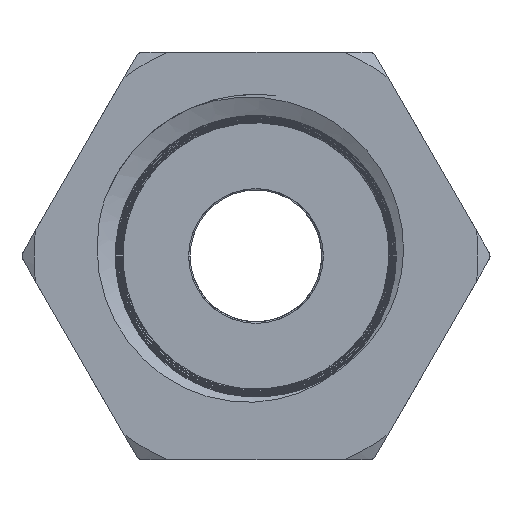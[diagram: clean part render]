
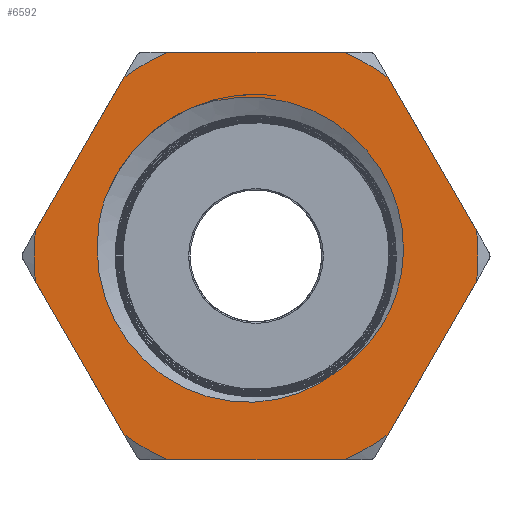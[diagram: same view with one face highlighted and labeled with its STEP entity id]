
A CAD part, left-side view. The second image highlights one B-rep face of the part: STEP entity #6592.
In plain terms, the highlighted planar face has unit normal (-1, 0, 0).
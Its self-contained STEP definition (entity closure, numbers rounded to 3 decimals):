
#673=CARTESIAN_POINT('',(-21.4,0.,0.));
#674=DIRECTION('',(-1.,0.,0.));
#675=DIRECTION('',(0.,-0.994,-0.113));
#676=AXIS2_PLACEMENT_3D('',#673,#674,#675);
#702=CARTESIAN_POINT('',(-21.4,0.,0.));
#703=DIRECTION('',(-1.,0.,0.));
#704=DIRECTION('',(0.,0.994,0.113));
#705=AXIS2_PLACEMENT_3D('',#702,#703,#704);
#828=DIRECTION('',(0.,0.5,-0.866));
#829=VECTOR('',#828,11.688);
#830=CARTESIAN_POINT('',(-21.4,8.726,11.786));
#831=LINE('',#830,#829);
#832=CARTESIAN_POINT('',(-21.4,0.,0.));
#833=DIRECTION('',(1.,0.,0.));
#834=DIRECTION('',(0.,0.595,0.804));
#835=AXIS2_PLACEMENT_3D('',#832,#833,#834);
#837=DIRECTION('',(0.,1.,0.));
#838=VECTOR('',#837,11.688);
#839=CARTESIAN_POINT('',(-21.4,-5.844,13.45));
#840=LINE('',#839,#838);
#841=CARTESIAN_POINT('',(-21.4,0.,0.));
#842=DIRECTION('',(1.,0.,0.));
#843=DIRECTION('',(0.,-0.398,0.917));
#844=AXIS2_PLACEMENT_3D('',#841,#842,#843);
#846=DIRECTION('',(0.,0.5,0.866));
#847=VECTOR('',#846,11.688);
#848=CARTESIAN_POINT('',(-21.4,-14.57,1.664));
#849=LINE('',#848,#847);
#850=DIRECTION('',(0.,-0.5,0.866));
#851=VECTOR('',#850,11.688);
#852=CARTESIAN_POINT('',(-21.4,-8.726,-11.786));
#853=LINE('',#852,#851);
#854=CARTESIAN_POINT('',(-21.4,0.,0.));
#855=DIRECTION('',(1.,0.,0.));
#856=DIRECTION('',(0.,-0.595,-0.804));
#857=AXIS2_PLACEMENT_3D('',#854,#855,#856);
#859=DIRECTION('',(0.,-1.,0.));
#860=VECTOR('',#859,11.688);
#861=CARTESIAN_POINT('',(-21.4,5.844,-13.45));
#862=LINE('',#861,#860);
#863=CARTESIAN_POINT('',(-21.4,0.,0.));
#864=DIRECTION('',(1.,0.,0.));
#865=DIRECTION('',(0.,0.398,-0.917));
#866=AXIS2_PLACEMENT_3D('',#863,#864,#865);
#868=DIRECTION('',(0.,-0.5,-0.866));
#869=VECTOR('',#868,11.688);
#870=CARTESIAN_POINT('',(-21.4,14.57,-1.664));
#871=LINE('',#870,#869);
#872=CARTESIAN_POINT('',(-21.4,-5.438,-7.56));
#873=CARTESIAN_POINT('',(-21.4,-5.04,-7.883));
#874=CARTESIAN_POINT('',(-21.4,-4.203,-8.453));
#875=CARTESIAN_POINT('',(-21.4,-2.819,-9.1));
#876=CARTESIAN_POINT('',(-21.4,-1.345,-9.517));
#877=CARTESIAN_POINT('',(-21.4,0.175,-9.695));
#878=CARTESIAN_POINT('',(-21.4,1.732,-9.628));
#879=CARTESIAN_POINT('',(-21.4,3.269,-9.311));
#880=CARTESIAN_POINT('',(-21.4,4.781,-8.734));
#881=CARTESIAN_POINT('',(-21.4,6.183,-7.915));
#882=CARTESIAN_POINT('',(-21.4,7.442,-6.873));
#883=CARTESIAN_POINT('',(-21.4,8.523,-5.633));
#884=CARTESIAN_POINT('',(-21.4,9.391,-4.237));
#885=CARTESIAN_POINT('',(-21.4,10.033,-2.694));
#886=CARTESIAN_POINT('',(-21.4,10.419,-1.073));
#887=CARTESIAN_POINT('',(-21.4,10.542,0.609));
#888=CARTESIAN_POINT('',(-21.4,10.394,2.295));
#889=CARTESIAN_POINT('',(-21.4,10.119,3.39));
#890=CARTESIAN_POINT('',(-21.4,9.935,3.932));
#892=CARTESIAN_POINT('',(-21.4,0.,0.));
#893=DIRECTION('',(1.,0.,0.));
#894=DIRECTION('',(0.,-0.641,-0.768));
#895=AXIS2_PLACEMENT_3D('',#892,#893,#894);
#897=CARTESIAN_POINT('',(-21.4,4.332,9.767));
#898=CARTESIAN_POINT('',(-21.4,3.961,9.912));
#899=CARTESIAN_POINT('',(-21.4,3.209,10.159));
#900=CARTESIAN_POINT('',(-21.4,2.046,10.401));
#901=CARTESIAN_POINT('',(-21.4,0.874,10.511));
#902=CARTESIAN_POINT('',(-21.4,-0.337,10.489));
#903=CARTESIAN_POINT('',(-21.4,-1.626,10.312));
#904=CARTESIAN_POINT('',(-21.4,-3.025,9.931));
#905=CARTESIAN_POINT('',(-21.4,-4.496,9.281));
#906=CARTESIAN_POINT('',(-21.4,-5.883,8.377));
#907=CARTESIAN_POINT('',(-21.4,-7.093,7.272));
#908=CARTESIAN_POINT('',(-21.4,-8.1,6.001));
#909=CARTESIAN_POINT('',(-21.4,-8.88,4.608));
#910=CARTESIAN_POINT('',(-21.4,-9.43,3.105));
#911=CARTESIAN_POINT('',(-21.4,-9.733,1.523));
#912=CARTESIAN_POINT('',(-21.4,-9.771,-0.101));
#913=CARTESIAN_POINT('',(-21.4,-9.547,-1.65));
#914=CARTESIAN_POINT('',(-21.4,-9.129,-3.01));
#915=CARTESIAN_POINT('',(-21.4,-8.562,-4.214));
#916=CARTESIAN_POINT('',(-21.4,-7.856,-5.302));
#917=CARTESIAN_POINT('',(-21.4,-6.992,-6.301));
#918=CARTESIAN_POINT('',(-21.4,-6.325,-6.882));
#919=CARTESIAN_POINT('',(-21.4,-5.966,-7.151));
#921=CARTESIAN_POINT('',(-21.4,9.935,3.932));
#922=CARTESIAN_POINT('',(-21.4,9.765,4.362));
#923=CARTESIAN_POINT('',(-21.4,9.374,5.189));
#924=CARTESIAN_POINT('',(-21.4,8.637,6.339));
#925=CARTESIAN_POINT('',(-21.4,7.771,7.375));
#926=CARTESIAN_POINT('',(-21.4,6.773,8.302));
#927=CARTESIAN_POINT('',(-21.4,5.635,9.115));
#928=CARTESIAN_POINT('',(-21.4,4.784,9.567));
#929=CARTESIAN_POINT('',(-21.4,4.332,9.767));
#5642=VERTEX_POINT('',#872);
#5643=VERTEX_POINT('',#890);
#5644=VERTEX_POINT('',#929);
#5645=VERTEX_POINT('',#919);
#5712=CARTESIAN_POINT('',(-21.4,8.726,11.786));
#5713=CARTESIAN_POINT('',(-21.4,5.844,13.45));
#5714=VERTEX_POINT('',#5712);
#5715=VERTEX_POINT('',#5713);
#5716=CARTESIAN_POINT('',(-21.4,-5.844,13.45));
#5717=CARTESIAN_POINT('',(-21.4,-8.726,11.786));
#5718=VERTEX_POINT('',#5716);
#5719=VERTEX_POINT('',#5717);
#5720=CARTESIAN_POINT('',(-21.4,-8.726,-11.786));
#5721=CARTESIAN_POINT('',(-21.4,-5.844,-13.45));
#5722=VERTEX_POINT('',#5720);
#5723=VERTEX_POINT('',#5721);
#5724=CARTESIAN_POINT('',(-21.4,5.844,-13.45));
#5725=CARTESIAN_POINT('',(-21.4,8.726,-11.786));
#5726=VERTEX_POINT('',#5724);
#5727=VERTEX_POINT('',#5725);
#5736=CARTESIAN_POINT('',(-21.4,-14.57,-1.664));
#5737=VERTEX_POINT('',#5736);
#5738=CARTESIAN_POINT('',(-21.4,-14.57,1.664));
#5739=VERTEX_POINT('',#5738);
#5740=CARTESIAN_POINT('',(-21.4,14.57,1.664));
#5741=VERTEX_POINT('',#5740);
#5742=CARTESIAN_POINT('',(-21.4,14.57,-1.664));
#5743=VERTEX_POINT('',#5742);
#6563=CARTESIAN_POINT('',(-21.4,0.,0.));
#6564=DIRECTION('',(-1.,0.,0.));
#6565=DIRECTION('',(0.,0.,1.));
#6566=AXIS2_PLACEMENT_3D('',#6563,#6564,#6565);
#6567=PLANE('',#6566);
#6568=ORIENTED_EDGE('',*,*,#6451,.F.);
#6569=ORIENTED_EDGE('',*,*,#6332,.F.);
#6570=ORIENTED_EDGE('',*,*,#6438,.T.);
#6571=ORIENTED_EDGE('',*,*,#6364,.F.);
#6572=ORIENTED_EDGE('',*,*,#6425,.T.);
#6573=ORIENTED_EDGE('',*,*,#6395,.F.);
#6574=ORIENTED_EDGE('',*,*,#6412,.F.);
#6575=ORIENTED_EDGE('',*,*,#6500,.F.);
#6576=ORIENTED_EDGE('',*,*,#6483,.T.);
#6577=ORIENTED_EDGE('',*,*,#6527,.F.);
#6578=ORIENTED_EDGE('',*,*,#6467,.T.);
#6579=ORIENTED_EDGE('',*,*,#6555,.F.);
#6580=EDGE_LOOP('',(#6568,#6569,#6570,#6571,#6572,#6573,#6574,#6575,#6576,#6577,
#6578,#6579));
#6581=FACE_OUTER_BOUND('',#6580,.F.);
#6583=ORIENTED_EDGE('',*,*,#6582,.F.);
#6585=ORIENTED_EDGE('',*,*,#6584,.F.);
#6587=ORIENTED_EDGE('',*,*,#6586,.F.);
#6589=ORIENTED_EDGE('',*,*,#6588,.F.);
#6590=EDGE_LOOP('',(#6583,#6585,#6587,#6589));
#6591=FACE_BOUND('',#6590,.F.);
#677=CIRCLE('',#676,14.665);
#706=CIRCLE('',#705,14.665);
#836=CIRCLE('',#835,14.665);
#845=CIRCLE('',#844,14.665);
#858=CIRCLE('',#857,14.665);
#867=CIRCLE('',#866,14.665);
#891=B_SPLINE_CURVE_WITH_KNOTS('',3,(#872,#873,#874,#875,#876,#877,#878,#879,
#880,#881,#882,#883,#884,#885,#886,#887,#888,#889,#890),.UNSPECIFIED.,.F.,.F.,
(4,1,1,1,1,1,1,1,1,1,1,1,1,1,1,1,4),(0.,0.063,0.125,0.188,0.25,
0.313,0.375,0.438,0.5,0.563,0.625,0.688,0.75,0.813,
0.875,0.938,1.),.UNSPECIFIED.);
#896=CIRCLE('',#895,9.313);
#920=B_SPLINE_CURVE_WITH_KNOTS('',3,(#897,#898,#899,#900,#901,#902,#903,#904,
#905,#906,#907,#908,#909,#910,#911,#912,#913,#914,#915,#916,#917,#918,#919),
.UNSPECIFIED.,.F.,.F.,(4,1,1,1,1,1,1,1,1,1,1,1,1,1,1,1,1,1,1,1,4),(0.,0.05,
0.1,0.15,0.2,0.25,0.3,0.35,0.4,0.45,0.5,0.55,0.6,0.65,
0.7,0.75,0.8,0.85,0.9,0.95,1.),.UNSPECIFIED.);
#930=B_SPLINE_CURVE_WITH_KNOTS('',3,(#921,#922,#923,#924,#925,#926,#927,#928,
#929),.UNSPECIFIED.,.F.,.F.,(4,1,1,1,1,1,4),(0.,0.167,
0.333,0.5,0.667,0.833,1.),
.UNSPECIFIED.);
#6332=EDGE_CURVE('',#5714,#5741,#831,.T.);
#6364=EDGE_CURVE('',#5718,#5715,#840,.T.);
#6395=EDGE_CURVE('',#5739,#5719,#849,.T.);
#6412=EDGE_CURVE('',#5737,#5739,#677,.T.);
#6425=EDGE_CURVE('',#5718,#5719,#845,.T.);
#6438=EDGE_CURVE('',#5714,#5715,#836,.T.);
#6451=EDGE_CURVE('',#5741,#5743,#706,.T.);
#6467=EDGE_CURVE('',#5726,#5727,#867,.T.);
#6483=EDGE_CURVE('',#5722,#5723,#858,.T.);
#6500=EDGE_CURVE('',#5722,#5737,#853,.T.);
#6527=EDGE_CURVE('',#5726,#5723,#862,.T.);
#6555=EDGE_CURVE('',#5743,#5727,#871,.T.);
#6582=EDGE_CURVE('',#5642,#5643,#891,.T.);
#6584=EDGE_CURVE('',#5645,#5642,#896,.T.);
#6586=EDGE_CURVE('',#5644,#5645,#920,.T.);
#6588=EDGE_CURVE('',#5643,#5644,#930,.T.);
#6592=ADVANCED_FACE('',(#6581,#6591),#6567,.T.);
